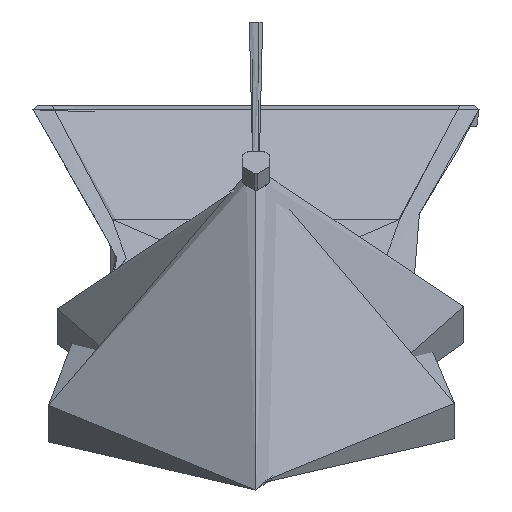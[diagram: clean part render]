
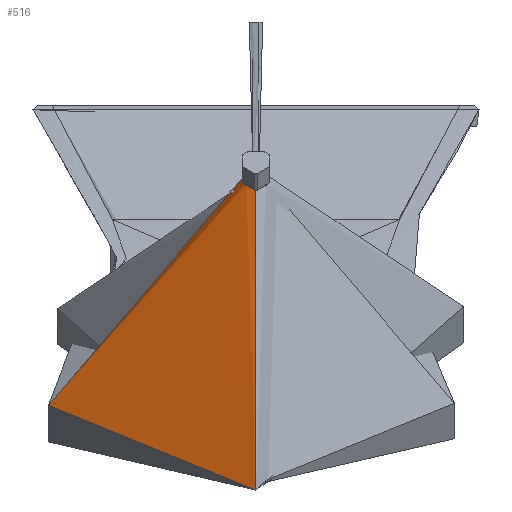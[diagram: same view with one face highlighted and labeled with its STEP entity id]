
A CAD part, top view. The second image highlights one B-rep face of the part: STEP entity #516.
In plain terms, the highlighted free-form (B-spline) face has degree [2, 2] with [5, 5] control points.
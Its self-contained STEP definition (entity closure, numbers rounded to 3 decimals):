
#516=ADVANCED_FACE('',(#795),#4914,.T.);
#795=FACE_OUTER_BOUND('',#1092,.T.);
#1092=EDGE_LOOP('',(#2401,#2402,#2403,#2404,#2405,#2406,#2407,#2408,#2409));
#2401=ORIENTED_EDGE('',*,*,#3315,.T.);
#2402=ORIENTED_EDGE('',*,*,#3153,.T.);
#2403=ORIENTED_EDGE('',*,*,#3152,.T.);
#2404=ORIENTED_EDGE('',*,*,#3309,.T.);
#2405=ORIENTED_EDGE('',*,*,#3149,.T.);
#2406=ORIENTED_EDGE('',*,*,#2688,.F.);
#2407=ORIENTED_EDGE('',*,*,#3150,.T.);
#2408=ORIENTED_EDGE('',*,*,#3151,.T.);
#2409=ORIENTED_EDGE('',*,*,#3313,.F.);
#2688=EDGE_CURVE('',#4376,#4379,#3462,.T.);
#3149=EDGE_CURVE('',#4380,#4379,#4027,.T.);
#3150=EDGE_CURVE('',#4376,#4375,#4028,.T.);
#3151=EDGE_CURVE('',#4375,#4787,#4029,.T.);
#3152=EDGE_CURVE('',#4740,#4741,#3470,.T.);
#3153=EDGE_CURVE('',#4724,#4740,#3471,.T.);
#3309=EDGE_CURVE('',#4741,#4380,#4167,.T.);
#3313=EDGE_CURVE('',#4786,#4787,#3492,.T.);
#3315=EDGE_CURVE('',#4786,#4724,#3493,.T.);
#3462=(
BOUNDED_CURVE()
B_SPLINE_CURVE(2,(#10346,#10347,#10348),.UNSPECIFIED.,.F.,.F.)
B_SPLINE_CURVE_WITH_KNOTS((3,3),(0.,6.027),.UNSPECIFIED.)
CURVE()
GEOMETRIC_REPRESENTATION_ITEM()
RATIONAL_B_SPLINE_CURVE((1.,0.999,1.))
REPRESENTATION_ITEM('')
);
#3470=(
BOUNDED_CURVE()
B_SPLINE_CURVE(2,(#12195,#12196,#12197),.UNSPECIFIED.,.F.,.F.)
B_SPLINE_CURVE_WITH_KNOTS((3,3),(145.316,283.774),
 .UNSPECIFIED.)
CURVE()
GEOMETRIC_REPRESENTATION_ITEM()
RATIONAL_B_SPLINE_CURVE((1.,0.73,1.))
REPRESENTATION_ITEM('')
);
#3471=(
BOUNDED_CURVE()
B_SPLINE_CURVE(2,(#12198,#12199,#12200),.UNSPECIFIED.,.F.,.F.)
B_SPLINE_CURVE_WITH_KNOTS((3,3),(468.205,578.031),
 .UNSPECIFIED.)
CURVE()
GEOMETRIC_REPRESENTATION_ITEM()
RATIONAL_B_SPLINE_CURVE((1.,0.827,1.))
REPRESENTATION_ITEM('')
);
#3492=(
BOUNDED_CURVE()
B_SPLINE_CURVE(2,(#13876,#13877,#13878),.UNSPECIFIED.,.F.,.F.)
B_SPLINE_CURVE_WITH_KNOTS((3,3),(145.316,283.773),
 .UNSPECIFIED.)
CURVE()
GEOMETRIC_REPRESENTATION_ITEM()
RATIONAL_B_SPLINE_CURVE((1.,0.73,1.))
REPRESENTATION_ITEM('')
);
#3493=(
BOUNDED_CURVE()
B_SPLINE_CURVE(2,(#13885,#13886,#13887,#13888,#13889),.UNSPECIFIED.,.F.,
 .F.)
B_SPLINE_CURVE_WITH_KNOTS((3,2,3),(289.016,378.61,468.205),
 .UNSPECIFIED.)
CURVE()
GEOMETRIC_REPRESENTATION_ITEM()
RATIONAL_B_SPLINE_CURVE((1.,0.884,1.,0.884,1.))
REPRESENTATION_ITEM('')
);
#4027=B_SPLINE_CURVE_WITH_KNOTS('',3,(#12183,#12184,#12185,#12186),
 .UNSPECIFIED.,.F.,.F.,(4,4),(0.,0.491),.UNSPECIFIED.);
#4028=B_SPLINE_CURVE_WITH_KNOTS('',3,(#12187,#12188,#12189,#12190),
 .UNSPECIFIED.,.F.,.F.,(4,4),(0.,0.491),.UNSPECIFIED.);
#4029=B_SPLINE_CURVE_WITH_KNOTS('',3,(#12191,#12192,#12193,#12194),
 .UNSPECIFIED.,.F.,.F.,(4,4),(0.,4.686),.UNSPECIFIED.);
#4167=B_SPLINE_CURVE_WITH_KNOTS('',3,(#13862,#13863,#13864,#13865,#13866,
#13867),.UNSPECIFIED.,.F.,.F.,(4,2,4),(-4.687,-4.687,
0.),.UNSPECIFIED.);
#4375=VERTEX_POINT('',#9871);
#4376=VERTEX_POINT('',#9872);
#4379=VERTEX_POINT('',#9875);
#4380=VERTEX_POINT('',#9876);
#4724=VERTEX_POINT('',#10220);
#4740=VERTEX_POINT('',#10236);
#4741=VERTEX_POINT('',#10237);
#4786=VERTEX_POINT('',#10282);
#4787=VERTEX_POINT('',#10283);
#4914=(
BOUNDED_SURFACE()
B_SPLINE_SURFACE(2,2,((#9793,#9794,#9795,#9796,#9797),(#9798,#9799,#9800,
#9801,#9802),(#9803,#9804,#9805,#9806,#9807),(#9808,#9809,#9810,#9811,#9812),
(#9813,#9814,#9815,#9816,#9817)),.UNSPECIFIED.,.F.,.F.,.F.)
B_SPLINE_SURFACE_WITH_KNOTS((3,2,3),(3,2,3),(289.027,433.54,
578.053),(0.,144.513,289.027),.UNSPECIFIED.)
GEOMETRIC_REPRESENTATION_ITEM()
RATIONAL_B_SPLINE_SURFACE(((1.,0.707,1.,0.707,1.),
(0.707,0.5,0.707,0.5,0.707),(1.,0.707,
1.,0.707,1.),(0.707,0.5,0.707,0.5,0.707),
(1.,0.707,1.,0.707,1.)))
REPRESENTATION_ITEM('')
SURFACE()
);
#9793=CARTESIAN_POINT('',(175.109,9.916,79.773));
#9794=CARTESIAN_POINT('',(175.109,65.283,6.299));
#9795=CARTESIAN_POINT('',(175.109,138.757,61.666));
#9796=CARTESIAN_POINT('',(175.109,212.232,117.033));
#9797=CARTESIAN_POINT('',(175.109,156.864,190.507));
#9798=CARTESIAN_POINT('',(175.109,9.916,79.773));
#9799=CARTESIAN_POINT('',(83.109,65.283,6.299));
#9800=CARTESIAN_POINT('',(83.109,138.757,61.666));
#9801=CARTESIAN_POINT('',(83.109,212.232,117.033));
#9802=CARTESIAN_POINT('',(175.109,156.864,190.507));
#9803=CARTESIAN_POINT('',(175.109,9.916,79.773));
#9804=CARTESIAN_POINT('',(83.109,9.916,79.773));
#9805=CARTESIAN_POINT('',(83.109,83.39,135.14));
#9806=CARTESIAN_POINT('',(83.109,156.864,190.507));
#9807=CARTESIAN_POINT('',(175.109,156.864,190.507));
#9808=CARTESIAN_POINT('',(175.109,9.916,79.773));
#9809=CARTESIAN_POINT('',(83.109,-45.451,153.247));
#9810=CARTESIAN_POINT('',(83.109,28.023,208.614));
#9811=CARTESIAN_POINT('',(83.109,101.497,263.982));
#9812=CARTESIAN_POINT('',(175.109,156.864,190.507));
#9813=CARTESIAN_POINT('',(175.109,9.916,79.773));
#9814=CARTESIAN_POINT('',(175.109,-45.451,153.247));
#9815=CARTESIAN_POINT('',(175.109,28.023,208.614));
#9816=CARTESIAN_POINT('',(175.109,101.497,263.982));
#9817=CARTESIAN_POINT('',(175.109,156.864,190.507));
#9871=CARTESIAN_POINT('',(171.109,158.792,187.7));
#9872=CARTESIAN_POINT('',(170.809,158.558,188.01));
#9875=CARTESIAN_POINT('',(170.809,154.932,192.823));
#9876=CARTESIAN_POINT('',(171.109,154.698,193.133));
#10220=CARTESIAN_POINT('',(89.573,63.65,162.67));
#10236=CARTESIAN_POINT('',(175.109,28.666,209.095));
#10237=CARTESIAN_POINT('',(175.109,153.585,194.61));
#10282=CARTESIAN_POINT('',(175.109,139.397,62.152));
#10283=CARTESIAN_POINT('',(175.109,159.904,186.224));
#10346=CARTESIAN_POINT('',(170.809,158.558,188.01));
#10347=CARTESIAN_POINT('',(170.809,156.824,190.476));
#10348=CARTESIAN_POINT('',(170.809,154.932,192.823));
#12183=CARTESIAN_POINT('',(171.109,154.698,193.133));
#12184=CARTESIAN_POINT('',(171.003,154.773,193.033));
#12185=CARTESIAN_POINT('',(170.903,154.851,192.93));
#12186=CARTESIAN_POINT('',(170.809,154.932,192.823));
#12187=CARTESIAN_POINT('',(170.809,158.558,188.01));
#12188=CARTESIAN_POINT('',(170.903,158.639,187.904));
#12189=CARTESIAN_POINT('',(171.003,158.717,187.8));
#12190=CARTESIAN_POINT('',(171.109,158.792,187.7));
#12191=CARTESIAN_POINT('',(171.109,158.792,187.7));
#12192=CARTESIAN_POINT('',(172.091,159.487,186.778));
#12193=CARTESIAN_POINT('',(173.593,159.904,186.224));
#12194=CARTESIAN_POINT('',(175.109,159.904,186.224));
#12195=CARTESIAN_POINT('',(175.109,28.666,209.095));
#12196=CARTESIAN_POINT('',(175.109,97.907,260.33));
#12197=CARTESIAN_POINT('',(175.109,153.585,194.61));
#12198=CARTESIAN_POINT('',(89.573,63.65,162.67));
#12199=CARTESIAN_POINT('',(112.588,28.666,209.095));
#12200=CARTESIAN_POINT('',(175.109,28.666,209.095));
#13862=CARTESIAN_POINT('',(175.109,153.585,194.61));
#13863=CARTESIAN_POINT('',(175.109,153.585,194.61));
#13864=CARTESIAN_POINT('',(175.109,153.585,194.61));
#13865=CARTESIAN_POINT('',(173.593,153.585,194.61));
#13866=CARTESIAN_POINT('',(172.091,154.003,194.055));
#13867=CARTESIAN_POINT('',(171.109,154.698,193.133));
#13876=CARTESIAN_POINT('',(175.109,139.397,62.152));
#13877=CARTESIAN_POINT('',(175.109,207.731,114.588));
#13878=CARTESIAN_POINT('',(175.109,159.904,186.224));
#13885=CARTESIAN_POINT('',(175.109,139.397,62.152));
#13886=CARTESIAN_POINT('',(126.399,139.397,62.152));
#13887=CARTESIAN_POINT('',(99.021,115.151,94.326));
#13888=CARTESIAN_POINT('',(71.642,90.906,126.501));
#13889=CARTESIAN_POINT('',(89.573,63.65,162.67));
